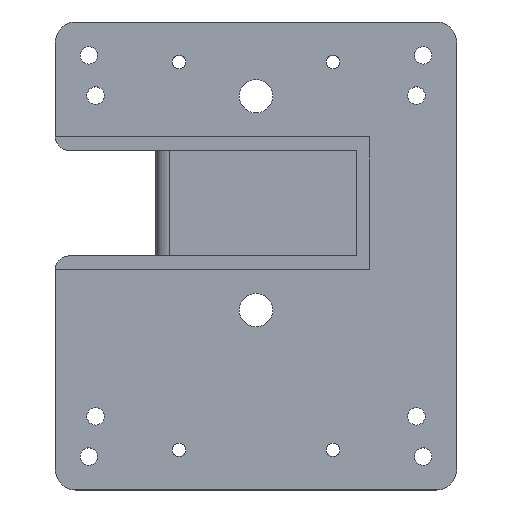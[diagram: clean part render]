
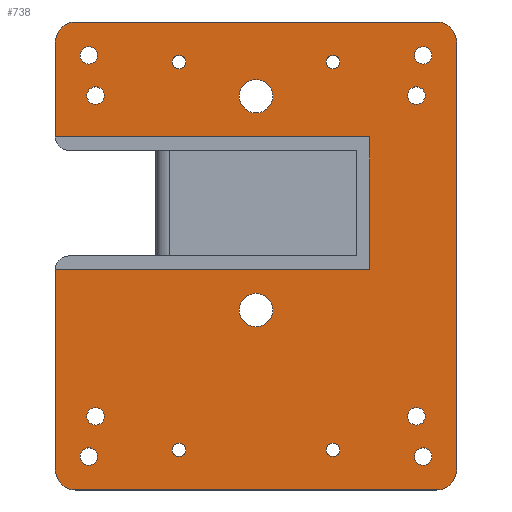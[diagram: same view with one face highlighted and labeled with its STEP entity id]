
A CAD part, top view. The second image highlights one B-rep face of the part: STEP entity #738.
In plain terms, the highlighted planar face has unit normal (0, 0, 1).
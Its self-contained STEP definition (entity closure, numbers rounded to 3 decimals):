
#29=FACE_BOUND('',#126,.T.);
#30=FACE_BOUND('',#127,.T.);
#31=FACE_BOUND('',#128,.T.);
#32=FACE_BOUND('',#129,.T.);
#33=FACE_BOUND('',#130,.T.);
#34=FACE_BOUND('',#131,.T.);
#35=FACE_BOUND('',#132,.T.);
#36=FACE_BOUND('',#133,.T.);
#37=FACE_BOUND('',#134,.T.);
#38=FACE_BOUND('',#135,.T.);
#39=FACE_BOUND('',#136,.T.);
#40=FACE_BOUND('',#137,.T.);
#41=FACE_BOUND('',#138,.T.);
#42=FACE_BOUND('',#139,.T.);
#53=PLANE('',#824);
#74=FACE_OUTER_BOUND('',#125,.T.);
#125=EDGE_LOOP('',(#592,#593,#594,#595,#596,#597,#598,#599,#600,#601,#602,
#603));
#126=EDGE_LOOP('',(#604));
#127=EDGE_LOOP('',(#605));
#128=EDGE_LOOP('',(#606));
#129=EDGE_LOOP('',(#607));
#130=EDGE_LOOP('',(#608));
#131=EDGE_LOOP('',(#609));
#132=EDGE_LOOP('',(#610));
#133=EDGE_LOOP('',(#611));
#134=EDGE_LOOP('',(#612));
#135=EDGE_LOOP('',(#613));
#136=EDGE_LOOP('',(#614));
#137=EDGE_LOOP('',(#615));
#138=EDGE_LOOP('',(#616));
#139=EDGE_LOOP('',(#617));
#187=LINE('',#1186,#248);
#191=LINE('',#1199,#252);
#194=LINE('',#1203,#255);
#198=LINE('',#1211,#259);
#199=LINE('',#1214,#260);
#200=LINE('',#1218,#261);
#201=LINE('',#1222,#262);
#202=LINE('',#1226,#263);
#248=VECTOR('',#954,10.);
#252=VECTOR('',#968,10.);
#255=VECTOR('',#973,10.);
#259=VECTOR('',#983,10.);
#260=VECTOR('',#986,10.);
#261=VECTOR('',#989,10.);
#262=VECTOR('',#992,10.);
#263=VECTOR('',#995,10.);
#307=CIRCLE('',#816,2.5);
#308=CIRCLE('',#818,2.5);
#309=CIRCLE('',#825,3.);
#310=CIRCLE('',#826,3.);
#311=CIRCLE('',#827,3.);
#312=CIRCLE('',#828,3.);
#313=CIRCLE('',#829,1.);
#314=CIRCLE('',#830,1.);
#315=CIRCLE('',#831,1.);
#316=CIRCLE('',#832,1.);
#317=CIRCLE('',#833,1.3);
#318=CIRCLE('',#834,1.3);
#319=CIRCLE('',#835,1.3);
#320=CIRCLE('',#836,1.3);
#321=CIRCLE('',#837,1.3);
#322=CIRCLE('',#838,1.3);
#323=CIRCLE('',#839,1.3);
#324=CIRCLE('',#840,1.3);
#333=VERTEX_POINT('',#1103);
#343=VERTEX_POINT('',#1130);
#368=VERTEX_POINT('',#1185);
#369=VERTEX_POINT('',#1189);
#370=VERTEX_POINT('',#1193);
#371=VERTEX_POINT('',#1197);
#372=VERTEX_POINT('',#1198);
#374=VERTEX_POINT('',#1213);
#375=VERTEX_POINT('',#1215);
#376=VERTEX_POINT('',#1217);
#377=VERTEX_POINT('',#1219);
#378=VERTEX_POINT('',#1221);
#379=VERTEX_POINT('',#1223);
#380=VERTEX_POINT('',#1225);
#381=VERTEX_POINT('',#1228);
#382=VERTEX_POINT('',#1230);
#383=VERTEX_POINT('',#1232);
#384=VERTEX_POINT('',#1234);
#385=VERTEX_POINT('',#1236);
#386=VERTEX_POINT('',#1238);
#387=VERTEX_POINT('',#1240);
#388=VERTEX_POINT('',#1242);
#389=VERTEX_POINT('',#1244);
#390=VERTEX_POINT('',#1246);
#391=VERTEX_POINT('',#1248);
#392=VERTEX_POINT('',#1250);
#443=EDGE_CURVE('',#368,#343,#187,.T.);
#445=EDGE_CURVE('',#369,#369,#307,.T.);
#447=EDGE_CURVE('',#370,#370,#308,.T.);
#449=EDGE_CURVE('',#371,#372,#191,.T.);
#452=EDGE_CURVE('',#372,#333,#194,.T.);
#456=EDGE_CURVE('',#343,#371,#198,.T.);
#457=EDGE_CURVE('',#333,#374,#199,.T.);
#458=EDGE_CURVE('',#374,#375,#309,.T.);
#459=EDGE_CURVE('',#375,#376,#200,.T.);
#460=EDGE_CURVE('',#376,#377,#310,.T.);
#461=EDGE_CURVE('',#377,#378,#201,.T.);
#462=EDGE_CURVE('',#378,#379,#311,.T.);
#463=EDGE_CURVE('',#379,#380,#202,.T.);
#464=EDGE_CURVE('',#380,#368,#312,.T.);
#465=EDGE_CURVE('',#381,#381,#313,.T.);
#466=EDGE_CURVE('',#382,#382,#314,.T.);
#467=EDGE_CURVE('',#383,#383,#315,.T.);
#468=EDGE_CURVE('',#384,#384,#316,.T.);
#469=EDGE_CURVE('',#385,#385,#317,.T.);
#470=EDGE_CURVE('',#386,#386,#318,.T.);
#471=EDGE_CURVE('',#387,#387,#319,.T.);
#472=EDGE_CURVE('',#388,#388,#320,.T.);
#473=EDGE_CURVE('',#389,#389,#321,.T.);
#474=EDGE_CURVE('',#390,#390,#322,.T.);
#475=EDGE_CURVE('',#391,#391,#323,.T.);
#476=EDGE_CURVE('',#392,#392,#324,.T.);
#592=ORIENTED_EDGE('',*,*,#452,.T.);
#593=ORIENTED_EDGE('',*,*,#457,.T.);
#594=ORIENTED_EDGE('',*,*,#458,.T.);
#595=ORIENTED_EDGE('',*,*,#459,.T.);
#596=ORIENTED_EDGE('',*,*,#460,.T.);
#597=ORIENTED_EDGE('',*,*,#461,.T.);
#598=ORIENTED_EDGE('',*,*,#462,.T.);
#599=ORIENTED_EDGE('',*,*,#463,.T.);
#600=ORIENTED_EDGE('',*,*,#464,.T.);
#601=ORIENTED_EDGE('',*,*,#443,.T.);
#602=ORIENTED_EDGE('',*,*,#456,.T.);
#603=ORIENTED_EDGE('',*,*,#449,.T.);
#604=ORIENTED_EDGE('',*,*,#445,.T.);
#605=ORIENTED_EDGE('',*,*,#447,.T.);
#606=ORIENTED_EDGE('',*,*,#465,.T.);
#607=ORIENTED_EDGE('',*,*,#466,.T.);
#608=ORIENTED_EDGE('',*,*,#467,.T.);
#609=ORIENTED_EDGE('',*,*,#468,.T.);
#610=ORIENTED_EDGE('',*,*,#469,.T.);
#611=ORIENTED_EDGE('',*,*,#470,.T.);
#612=ORIENTED_EDGE('',*,*,#471,.T.);
#613=ORIENTED_EDGE('',*,*,#472,.T.);
#614=ORIENTED_EDGE('',*,*,#473,.T.);
#615=ORIENTED_EDGE('',*,*,#474,.T.);
#616=ORIENTED_EDGE('',*,*,#475,.T.);
#617=ORIENTED_EDGE('',*,*,#476,.T.);
#738=ADVANCED_FACE('',(#74,#29,#30,#31,#32,#33,#34,#35,#36,#37,#38,#39,
#40,#41,#42),#53,.T.);
#816=AXIS2_PLACEMENT_3D('',#1190,#958,#959);
#818=AXIS2_PLACEMENT_3D('',#1194,#963,#964);
#824=AXIS2_PLACEMENT_3D('',#1212,#984,#985);
#825=AXIS2_PLACEMENT_3D('',#1216,#987,#988);
#826=AXIS2_PLACEMENT_3D('',#1220,#990,#991);
#827=AXIS2_PLACEMENT_3D('',#1224,#993,#994);
#828=AXIS2_PLACEMENT_3D('',#1227,#996,#997);
#829=AXIS2_PLACEMENT_3D('',#1229,#998,#999);
#830=AXIS2_PLACEMENT_3D('',#1231,#1000,#1001);
#831=AXIS2_PLACEMENT_3D('',#1233,#1002,#1003);
#832=AXIS2_PLACEMENT_3D('',#1235,#1004,#1005);
#833=AXIS2_PLACEMENT_3D('',#1237,#1006,#1007);
#834=AXIS2_PLACEMENT_3D('',#1239,#1008,#1009);
#835=AXIS2_PLACEMENT_3D('',#1241,#1010,#1011);
#836=AXIS2_PLACEMENT_3D('',#1243,#1012,#1013);
#837=AXIS2_PLACEMENT_3D('',#1245,#1014,#1015);
#838=AXIS2_PLACEMENT_3D('',#1247,#1016,#1017);
#839=AXIS2_PLACEMENT_3D('',#1249,#1018,#1019);
#840=AXIS2_PLACEMENT_3D('',#1251,#1020,#1021);
#954=DIRECTION('',(0.,-1.,0.));
#958=DIRECTION('center_axis',(0.,0.,-1.));
#959=DIRECTION('ref_axis',(1.,0.,0.));
#963=DIRECTION('center_axis',(0.,0.,-1.));
#964=DIRECTION('ref_axis',(1.,0.,0.));
#968=DIRECTION('',(0.,-1.,0.));
#973=DIRECTION('',(-1.,0.,0.));
#983=DIRECTION('',(1.,0.,0.));
#984=DIRECTION('center_axis',(0.,0.,1.));
#985=DIRECTION('ref_axis',(1.,0.,0.));
#986=DIRECTION('',(0.,-1.,0.));
#987=DIRECTION('center_axis',(0.,0.,1.));
#988=DIRECTION('ref_axis',(-1.,0.,0.));
#989=DIRECTION('',(1.,0.,0.));
#990=DIRECTION('center_axis',(0.,0.,1.));
#991=DIRECTION('ref_axis',(0.,-1.,0.));
#992=DIRECTION('',(0.,1.,0.));
#993=DIRECTION('center_axis',(0.,0.,1.));
#994=DIRECTION('ref_axis',(1.,0.,0.));
#995=DIRECTION('',(-1.,0.,0.));
#996=DIRECTION('center_axis',(0.,0.,1.));
#997=DIRECTION('ref_axis',(0.,1.,0.));
#998=DIRECTION('center_axis',(0.,0.,-1.));
#999=DIRECTION('ref_axis',(1.,0.,0.));
#1000=DIRECTION('center_axis',(0.,0.,-1.));
#1001=DIRECTION('ref_axis',(1.,0.,0.));
#1002=DIRECTION('center_axis',(0.,0.,-1.));
#1003=DIRECTION('ref_axis',(1.,0.,0.));
#1004=DIRECTION('center_axis',(0.,0.,-1.));
#1005=DIRECTION('ref_axis',(1.,0.,0.));
#1006=DIRECTION('center_axis',(0.,0.,-1.));
#1007=DIRECTION('ref_axis',(-1.,0.,0.));
#1008=DIRECTION('center_axis',(0.,0.,-1.));
#1009=DIRECTION('ref_axis',(-1.,0.,0.));
#1010=DIRECTION('center_axis',(0.,0.,-1.));
#1011=DIRECTION('ref_axis',(-1.,0.,0.));
#1012=DIRECTION('center_axis',(0.,0.,-1.));
#1013=DIRECTION('ref_axis',(-1.,0.,0.));
#1014=DIRECTION('center_axis',(0.,0.,-1.));
#1015=DIRECTION('ref_axis',(-1.,0.,0.));
#1016=DIRECTION('center_axis',(0.,0.,-1.));
#1017=DIRECTION('ref_axis',(-1.,0.,0.));
#1018=DIRECTION('center_axis',(0.,0.,-1.));
#1019=DIRECTION('ref_axis',(-1.,0.,0.));
#1020=DIRECTION('center_axis',(0.,0.,-1.));
#1021=DIRECTION('ref_axis',(-1.,0.,0.));
#1103=CARTESIAN_POINT('',(-30.,-2.,3.));
#1130=CARTESIAN_POINT('',(-30.,17.8,3.));
#1185=CARTESIAN_POINT('',(-30.,32.,3.));
#1186=CARTESIAN_POINT('',(-30.,32.,3.));
#1189=CARTESIAN_POINT('',(-2.5,-8.1,3.));
#1190=CARTESIAN_POINT('Origin',(0.,-8.1,3.));
#1193=CARTESIAN_POINT('',(-2.5,23.9,3.));
#1194=CARTESIAN_POINT('Origin',(0.,23.9,3.));
#1197=CARTESIAN_POINT('',(17.,17.8,3.));
#1198=CARTESIAN_POINT('',(17.,-2.,3.));
#1199=CARTESIAN_POINT('',(17.,-1.,3.));
#1203=CARTESIAN_POINT('',(-15.,-2.,3.));
#1211=CARTESIAN_POINT('',(8.5,17.8,3.));
#1212=CARTESIAN_POINT('Origin',(0.,0.,
3.));
#1213=CARTESIAN_POINT('',(-30.,-32.,3.));
#1214=CARTESIAN_POINT('',(-30.,32.,3.));
#1215=CARTESIAN_POINT('',(-27.,-35.,3.));
#1216=CARTESIAN_POINT('Origin',(-27.,-32.,3.));
#1217=CARTESIAN_POINT('',(27.,-35.,3.));
#1218=CARTESIAN_POINT('',(-27.,-35.,3.));
#1219=CARTESIAN_POINT('',(30.,-32.,3.));
#1220=CARTESIAN_POINT('Origin',(27.,-32.,3.));
#1221=CARTESIAN_POINT('',(30.,32.,3.));
#1222=CARTESIAN_POINT('',(30.,-32.,3.));
#1223=CARTESIAN_POINT('',(27.,35.,3.));
#1224=CARTESIAN_POINT('Origin',(27.,32.,3.));
#1225=CARTESIAN_POINT('',(-27.,35.,3.));
#1226=CARTESIAN_POINT('',(27.,35.,3.));
#1227=CARTESIAN_POINT('Origin',(-27.,32.,3.));
#1228=CARTESIAN_POINT('',(10.525,29.,3.));
#1229=CARTESIAN_POINT('Origin',(11.525,29.,3.));
#1230=CARTESIAN_POINT('',(-12.525,-29.,3.));
#1231=CARTESIAN_POINT('Origin',(-11.525,-29.,3.));
#1232=CARTESIAN_POINT('',(-12.525,29.,3.));
#1233=CARTESIAN_POINT('Origin',(-11.525,29.,3.));
#1234=CARTESIAN_POINT('',(10.525,-29.,3.));
#1235=CARTESIAN_POINT('Origin',(11.525,-29.,3.));
#1236=CARTESIAN_POINT('',(-23.7,30.,3.));
#1237=CARTESIAN_POINT('Origin',(-25.,30.,3.));
#1238=CARTESIAN_POINT('',(26.3,30.,3.));
#1239=CARTESIAN_POINT('Origin',(25.,30.,3.));
#1240=CARTESIAN_POINT('',(26.3,-30.,3.));
#1241=CARTESIAN_POINT('Origin',(25.,-30.,3.));
#1242=CARTESIAN_POINT('',(25.3,24.,3.));
#1243=CARTESIAN_POINT('Origin',(24.,24.,3.));
#1244=CARTESIAN_POINT('',(25.3,-24.,3.));
#1245=CARTESIAN_POINT('Origin',(24.,-24.,3.));
#1246=CARTESIAN_POINT('',(-22.7,24.,3.));
#1247=CARTESIAN_POINT('Origin',(-24.,24.,3.));
#1248=CARTESIAN_POINT('',(-22.7,-24.,3.));
#1249=CARTESIAN_POINT('Origin',(-24.,-24.,3.));
#1250=CARTESIAN_POINT('',(-23.7,-30.,3.));
#1251=CARTESIAN_POINT('Origin',(-25.,-30.,3.));
